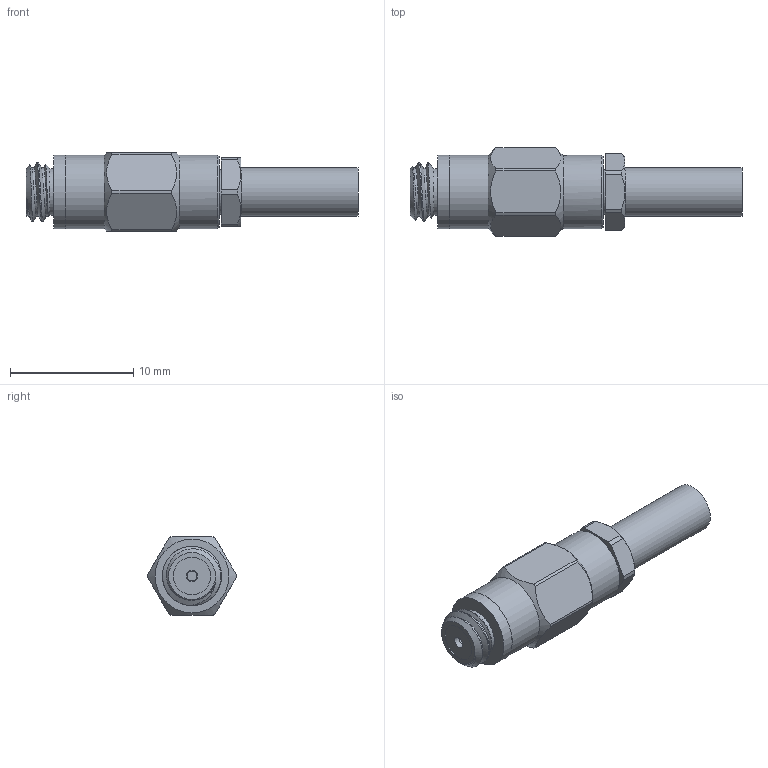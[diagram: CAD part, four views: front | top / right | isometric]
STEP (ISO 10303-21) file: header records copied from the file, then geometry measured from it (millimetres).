
FILE_DESCRIPTION (( 'STEP AP203' ), '1' );
FILE_NAME ('PE44361_3D.step', '2021-11-04T16:04:10', ( '' ), ( '' ), 'SwSTEP 2.0', 'SolidWorks 2021', '' );
FILE_SCHEMA (( 'CONFIG_CONTROL_DESIGN' ));
Length unit declared in the file: inch
Products named in the file (1): PE44361_3D
Bounding box: 26.99 x 7.21 x 6.35 mm (x, y, z)
Volume: 547.1 mm3; surface area: 778.2 mm2
Topology: 2 solids, 2 shells, 70 faces, 157 edges, 101 vertices
Faces by surface type: plane 27, cylinder 26, cone 14, bspline 3
Full cylindrical faces by diameter (mm): 0.77 x1, 0.947 x1, 1.302 x1, 1.626 x1, 2.692 x1, 3.048 x1, 3.226 x1, 3.591 x1, 3.802 x1, 3.962 x1, 5.957 x2, 5.994 x1
Entity records: 2741 total; most frequent: CARTESIAN_POINT 1267, DIRECTION 288, ORIENTED_EDGE 258, AXIS2_PLACEMENT_3D 129, EDGE_CURVE 129, EDGE_LOOP 101, VERTEX_POINT 94, FACE_OUTER_BOUND 82
